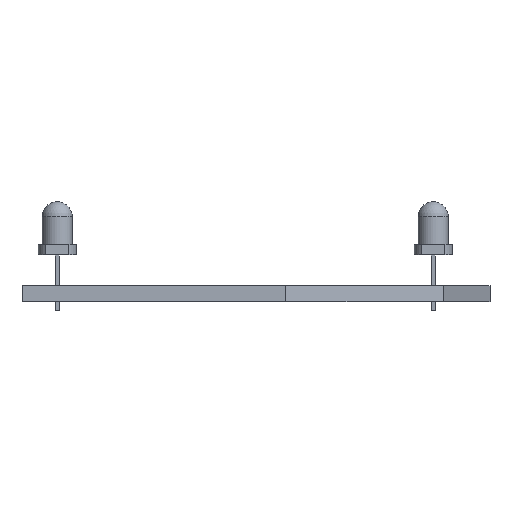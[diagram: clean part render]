
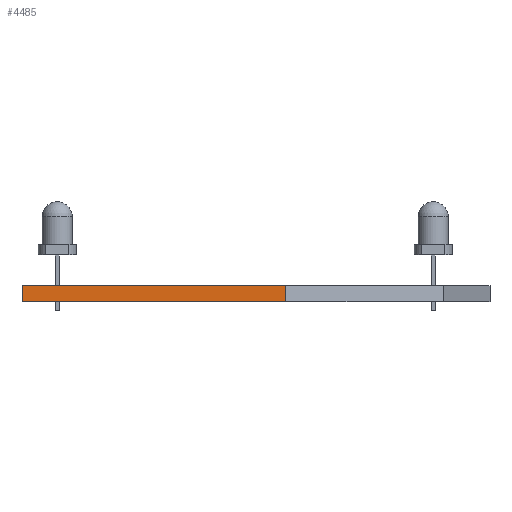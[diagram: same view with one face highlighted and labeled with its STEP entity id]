
A CAD part, left-side view. The second image highlights one B-rep face of the part: STEP entity #4485.
In plain terms, the highlighted planar face has unit normal (-1, 0, 0).
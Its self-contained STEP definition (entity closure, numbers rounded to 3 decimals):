
#1231 = PLANE('',#1232);
#1232 = AXIS2_PLACEMENT_3D('',#1233,#1234,#1235);
#1233 = CARTESIAN_POINT('',(146.05,-100.571,1.6));
#1234 = DIRECTION('',(-0.,-0.,-1.));
#1235 = DIRECTION('',(-1.,0.,0.));
#1285 = PLANE('',#1286);
#1286 = AXIS2_PLACEMENT_3D('',#1287,#1288,#1289);
#1287 = CARTESIAN_POINT('',(146.05,-100.571,0.));
#1288 = DIRECTION('',(-0.,-0.,-1.));
#1289 = DIRECTION('',(-1.,0.,0.));
#1318 = PLANE('',#1319);
#1319 = AXIS2_PLACEMENT_3D('',#1320,#1321,#1322);
#1320 = CARTESIAN_POINT('',(116.84,-80.,0.));
#1321 = DIRECTION('',(0.,1.,0.));
#1322 = DIRECTION('',(1.,0.,0.));
#1506 = VERTEX_POINT('',#1507);
#1507 = CARTESIAN_POINT('',(116.84,-106.22,0.));
#1521 = PLANE('',#1522);
#1522 = AXIS2_PLACEMENT_3D('',#1523,#1524,#1525);
#1523 = CARTESIAN_POINT('',(124.46,-121.92,0.));
#1524 = DIRECTION('',(-0.9,-0.437,0.));
#1525 = DIRECTION('',(-0.437,0.9,0.));
#1533 = EDGE_CURVE('',#1506,#1534,#1536,.T.);
#1534 = VERTEX_POINT('',#1535);
#1535 = CARTESIAN_POINT('',(116.84,-80.,0.));
#1536 = SURFACE_CURVE('',#1537,(#1541,#1548),.PCURVE_S1.);
#1537 = LINE('',#1538,#1539);
#1538 = CARTESIAN_POINT('',(116.84,-106.22,0.));
#1539 = VECTOR('',#1540,1.);
#1540 = DIRECTION('',(0.,1.,0.));
#1541 = PCURVE('',#1285,#1542);
#1542 = DEFINITIONAL_REPRESENTATION('',(#1543),#1547);
#1543 = LINE('',#1544,#1545);
#1544 = CARTESIAN_POINT('',(29.21,-5.649));
#1545 = VECTOR('',#1546,1.);
#1546 = DIRECTION('',(0.,1.));
#1547 = ( GEOMETRIC_REPRESENTATION_CONTEXT(2) 
PARAMETRIC_REPRESENTATION_CONTEXT() REPRESENTATION_CONTEXT('2D SPACE',''
  ) );
#1548 = PCURVE('',#1549,#1554);
#1549 = PLANE('',#1550);
#1550 = AXIS2_PLACEMENT_3D('',#1551,#1552,#1553);
#1551 = CARTESIAN_POINT('',(116.84,-106.22,0.));
#1552 = DIRECTION('',(-1.,0.,0.));
#1553 = DIRECTION('',(0.,1.,0.));
#1554 = DEFINITIONAL_REPRESENTATION('',(#1555),#1559);
#1555 = LINE('',#1556,#1557);
#1556 = CARTESIAN_POINT('',(0.,0.));
#1557 = VECTOR('',#1558,1.);
#1558 = DIRECTION('',(1.,0.));
#1559 = ( GEOMETRIC_REPRESENTATION_CONTEXT(2) 
PARAMETRIC_REPRESENTATION_CONTEXT() REPRESENTATION_CONTEXT('2D SPACE',''
  ) );
#3105 = VERTEX_POINT('',#3106);
#3106 = CARTESIAN_POINT('',(116.84,-106.22,1.6));
#3127 = EDGE_CURVE('',#3105,#3128,#3130,.T.);
#3128 = VERTEX_POINT('',#3129);
#3129 = CARTESIAN_POINT('',(116.84,-80.,1.6));
#3130 = SURFACE_CURVE('',#3131,(#3135,#3142),.PCURVE_S1.);
#3131 = LINE('',#3132,#3133);
#3132 = CARTESIAN_POINT('',(116.84,-106.22,1.6));
#3133 = VECTOR('',#3134,1.);
#3134 = DIRECTION('',(0.,1.,0.));
#3135 = PCURVE('',#1231,#3136);
#3136 = DEFINITIONAL_REPRESENTATION('',(#3137),#3141);
#3137 = LINE('',#3138,#3139);
#3138 = CARTESIAN_POINT('',(29.21,-5.649));
#3139 = VECTOR('',#3140,1.);
#3140 = DIRECTION('',(0.,1.));
#3141 = ( GEOMETRIC_REPRESENTATION_CONTEXT(2) 
PARAMETRIC_REPRESENTATION_CONTEXT() REPRESENTATION_CONTEXT('2D SPACE',''
  ) );
#3142 = PCURVE('',#1549,#3143);
#3143 = DEFINITIONAL_REPRESENTATION('',(#3144),#3148);
#3144 = LINE('',#3145,#3146);
#3145 = CARTESIAN_POINT('',(0.,-1.6));
#3146 = VECTOR('',#3147,1.);
#3147 = DIRECTION('',(1.,0.));
#3148 = ( GEOMETRIC_REPRESENTATION_CONTEXT(2) 
PARAMETRIC_REPRESENTATION_CONTEXT() REPRESENTATION_CONTEXT('2D SPACE',''
  ) );
#4435 = EDGE_CURVE('',#1534,#3128,#4436,.T.);
#4436 = SURFACE_CURVE('',#4437,(#4441,#4448),.PCURVE_S1.);
#4437 = LINE('',#4438,#4439);
#4438 = CARTESIAN_POINT('',(116.84,-80.,0.));
#4439 = VECTOR('',#4440,1.);
#4440 = DIRECTION('',(0.,0.,1.));
#4441 = PCURVE('',#1318,#4442);
#4442 = DEFINITIONAL_REPRESENTATION('',(#4443),#4447);
#4443 = LINE('',#4444,#4445);
#4444 = CARTESIAN_POINT('',(0.,0.));
#4445 = VECTOR('',#4446,1.);
#4446 = DIRECTION('',(0.,-1.));
#4447 = ( GEOMETRIC_REPRESENTATION_CONTEXT(2) 
PARAMETRIC_REPRESENTATION_CONTEXT() REPRESENTATION_CONTEXT('2D SPACE',''
  ) );
#4448 = PCURVE('',#1549,#4449);
#4449 = DEFINITIONAL_REPRESENTATION('',(#4450),#4454);
#4450 = LINE('',#4451,#4452);
#4451 = CARTESIAN_POINT('',(26.22,0.));
#4452 = VECTOR('',#4453,1.);
#4453 = DIRECTION('',(0.,-1.));
#4454 = ( GEOMETRIC_REPRESENTATION_CONTEXT(2) 
PARAMETRIC_REPRESENTATION_CONTEXT() REPRESENTATION_CONTEXT('2D SPACE',''
  ) );
#4485 = ADVANCED_FACE('',(#4486),#1549,.T.);
#4486 = FACE_BOUND('',#4487,.T.);
#4487 = EDGE_LOOP('',(#4488,#4509,#4510,#4511));
#4488 = ORIENTED_EDGE('',*,*,#4489,.T.);
#4489 = EDGE_CURVE('',#1506,#3105,#4490,.T.);
#4490 = SURFACE_CURVE('',#4491,(#4495,#4502),.PCURVE_S1.);
#4491 = LINE('',#4492,#4493);
#4492 = CARTESIAN_POINT('',(116.84,-106.22,0.));
#4493 = VECTOR('',#4494,1.);
#4494 = DIRECTION('',(0.,0.,1.));
#4495 = PCURVE('',#1549,#4496);
#4496 = DEFINITIONAL_REPRESENTATION('',(#4497),#4501);
#4497 = LINE('',#4498,#4499);
#4498 = CARTESIAN_POINT('',(0.,0.));
#4499 = VECTOR('',#4500,1.);
#4500 = DIRECTION('',(0.,-1.));
#4501 = ( GEOMETRIC_REPRESENTATION_CONTEXT(2) 
PARAMETRIC_REPRESENTATION_CONTEXT() REPRESENTATION_CONTEXT('2D SPACE',''
  ) );
#4502 = PCURVE('',#1521,#4503);
#4503 = DEFINITIONAL_REPRESENTATION('',(#4504),#4508);
#4504 = LINE('',#4505,#4506);
#4505 = CARTESIAN_POINT('',(17.451,0.));
#4506 = VECTOR('',#4507,1.);
#4507 = DIRECTION('',(0.,-1.));
#4508 = ( GEOMETRIC_REPRESENTATION_CONTEXT(2) 
PARAMETRIC_REPRESENTATION_CONTEXT() REPRESENTATION_CONTEXT('2D SPACE',''
  ) );
#4509 = ORIENTED_EDGE('',*,*,#3127,.T.);
#4510 = ORIENTED_EDGE('',*,*,#4435,.F.);
#4511 = ORIENTED_EDGE('',*,*,#1533,.F.);
